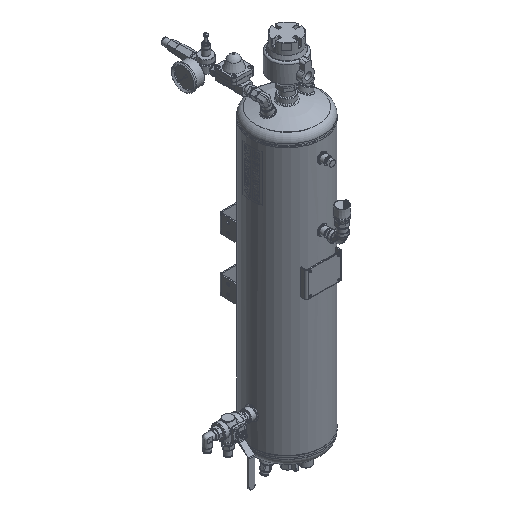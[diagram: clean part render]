
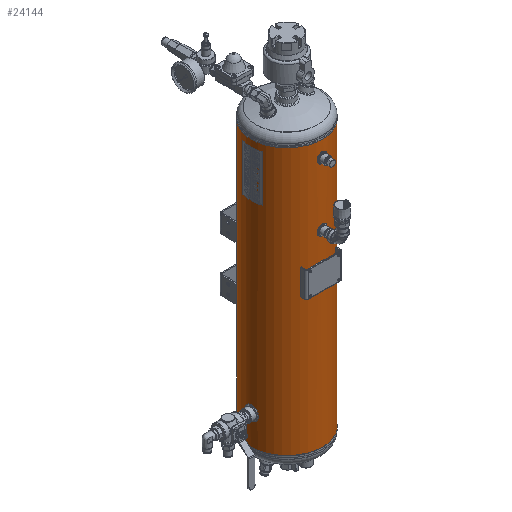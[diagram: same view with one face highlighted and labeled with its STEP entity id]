
A CAD part, isometric view. The second image highlights one B-rep face of the part: STEP entity #24144.
In plain terms, the highlighted cylindrical face has radius 100 mm (diameter 200 mm), a partial arc.
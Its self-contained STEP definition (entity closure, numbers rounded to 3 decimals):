
#1671=B_SPLINE_CURVE_WITH_KNOTS('',3,(#42627,#42628,#42629,#42630,#42631,
#42632,#42633,#42634,#42635,#42636,#42637,#42638,#42639,#42640,#42641,#42642,
#42643,#42644,#42645),.UNSPECIFIED.,.T.,.F.,(1,1,1,1,1,1,1,1,1,1,1,1,1,
1,1,1,1,1,1,1,1,1,1),(-0.012,-0.008,-0.004,
0.,0.004,0.008,0.012,
0.016,0.02,0.023,0.027,
0.031,0.035,0.039,0.043,
0.047,0.051,0.055,0.059,
0.063,0.066,0.07,0.074),
 .UNSPECIFIED.);
#1672=B_SPLINE_CURVE_WITH_KNOTS('',3,(#42647,#42648,#42649,#42650,#42651,
#42652,#42653,#42654,#42655,#42656,#42657,#42658,#42659,#42660,#42661,#42662,
#42663,#42664,#42665),.UNSPECIFIED.,.T.,.F.,(1,1,1,1,1,1,1,1,1,1,1,1,1,
1,1,1,1,1,1,1,1,1,1),(-0.012,-0.008,-0.004,
0.,0.004,0.008,0.012,0.016,
0.02,0.023,0.027,0.031,
0.035,0.039,0.043,0.047,
0.051,0.055,0.059,0.063,
0.066,0.07,0.074),.UNSPECIFIED.);
#1673=B_SPLINE_CURVE_WITH_KNOTS('',3,(#42667,#42668,#42669,#42670,#42671,
#42672,#42673,#42674,#42675,#42676,#42677,#42678,#42679,#42680,#42681,#42682,
#42683,#42684,#42685),.UNSPECIFIED.,.T.,.F.,(1,1,1,1,1,1,1,1,1,1,1,1,1,
1,1,1,1,1,1,1,1,1,1),(-0.018,-0.012,-0.006,
0.,0.006,0.012,0.018,
0.023,0.029,0.035,0.041,
0.047,0.053,0.059,0.065,
0.07,0.076,0.082,0.088,
0.094,0.1,0.106,0.112),
 .UNSPECIFIED.);
#2795=LINE('',#42687,#3949);
#2796=LINE('',#42692,#3950);
#3949=VECTOR('',#35912,1000.);
#3950=VECTOR('',#35915,1000.);
#5108=ORIENTED_EDGE('',*,*,#11994,.T.);
#5109=ORIENTED_EDGE('',*,*,#11995,.T.);
#5110=ORIENTED_EDGE('',*,*,#11996,.T.);
#5111=ORIENTED_EDGE('',*,*,#11997,.T.);
#5112=ORIENTED_EDGE('',*,*,#11998,.T.);
#5113=ORIENTED_EDGE('',*,*,#11999,.F.);
#5114=ORIENTED_EDGE('',*,*,#12000,.F.);
#11994=EDGE_CURVE('',#15437,#15437,#1671,.T.);
#11995=EDGE_CURVE('',#15438,#15438,#1672,.T.);
#11996=EDGE_CURVE('',#15439,#15439,#1673,.T.);
#11997=EDGE_CURVE('',#15440,#15441,#2795,.T.);
#11998=EDGE_CURVE('',#15441,#15442,#17845,.T.);
#11999=EDGE_CURVE('',#15443,#15442,#2796,.T.);
#12000=EDGE_CURVE('',#15440,#15443,#17846,.T.);
#15437=VERTEX_POINT('',#42646);
#15438=VERTEX_POINT('',#42666);
#15439=VERTEX_POINT('',#42686);
#15440=VERTEX_POINT('',#42688);
#15441=VERTEX_POINT('',#42689);
#15442=VERTEX_POINT('',#42691);
#15443=VERTEX_POINT('',#42693);
#17845=CIRCLE('',#33154,100.);
#17846=CIRCLE('',#33155,100.);
#18985=EDGE_LOOP('',(#5108));
#18986=EDGE_LOOP('',(#5109));
#18987=EDGE_LOOP('',(#5110));
#18988=EDGE_LOOP('',(#5111,#5112,#5113,#5114));
#21354=FACE_BOUND('',#18985,.T.);
#21355=FACE_BOUND('',#18986,.T.);
#21356=FACE_BOUND('',#18987,.T.);
#21357=FACE_BOUND('',#18988,.T.);
#23727=CYLINDRICAL_SURFACE('',#33153,100.);
#24144=ADVANCED_FACE('',(#21354,#21355,#21356,#21357),#23727,.T.);
#33153=AXIS2_PLACEMENT_3D('',#42626,#35910,#35911);
#33154=AXIS2_PLACEMENT_3D('',#42690,#35913,#35914);
#33155=AXIS2_PLACEMENT_3D('',#42694,#35916,#35917);
#35910=DIRECTION('',(0.,-1.,0.));
#35911=DIRECTION('',(0.,0.,-1.));
#35912=DIRECTION('',(0.,-1.,0.));
#35913=DIRECTION('',(0.,1.,0.));
#35914=DIRECTION('',(1.,0.,0.));
#35915=DIRECTION('',(0.,-1.,0.));
#35916=DIRECTION('',(0.,1.,0.));
#35917=DIRECTION('',(1.,0.,0.));
#42626=CARTESIAN_POINT('',(0.,750.,0.));
#42627=CARTESIAN_POINT('',(-9.473,48.444,-99.554));
#42628=CARTESIAN_POINT('',(-10.262,44.497,-99.471));
#42629=CARTESIAN_POINT('',(-9.477,40.569,-99.553));
#42630=CARTESIAN_POINT('',(-7.254,37.244,-99.75));
#42631=CARTESIAN_POINT('',(-3.93,35.023,-99.946));
#42632=CARTESIAN_POINT('',(-0.006,34.24,-100.027));
#42633=CARTESIAN_POINT('',(3.922,35.019,-99.946));
#42634=CARTESIAN_POINT('',(7.252,37.242,-99.75));
#42635=CARTESIAN_POINT('',(9.478,40.57,-99.553));
#42636=CARTESIAN_POINT('',(10.26,44.496,-99.472));
#42637=CARTESIAN_POINT('',(9.481,48.422,-99.553));
#42638=CARTESIAN_POINT('',(7.262,51.747,-99.749));
#42639=CARTESIAN_POINT('',(3.94,53.974,-99.945));
#42640=CARTESIAN_POINT('',(0.01,54.761,-100.027));
#42641=CARTESIAN_POINT('',(-3.923,53.981,-99.946));
#42642=CARTESIAN_POINT('',(-7.249,51.759,-99.75));
#42643=CARTESIAN_POINT('',(-9.473,48.444,-99.554));
#42644=CARTESIAN_POINT('',(-10.262,44.497,-99.471));
#42645=CARTESIAN_POINT('',(-9.477,40.569,-99.553));
#42646=CARTESIAN_POINT('',(-10.,44.5,-99.499));
#42647=CARTESIAN_POINT('',(-9.473,224.444,-99.554));
#42648=CARTESIAN_POINT('',(-10.262,220.497,-99.471));
#42649=CARTESIAN_POINT('',(-9.477,216.569,-99.553));
#42650=CARTESIAN_POINT('',(-7.254,213.244,-99.75));
#42651=CARTESIAN_POINT('',(-3.93,211.023,-99.946));
#42652=CARTESIAN_POINT('',(-0.006,210.24,-100.027));
#42653=CARTESIAN_POINT('',(3.922,211.019,-99.946));
#42654=CARTESIAN_POINT('',(7.252,213.242,-99.75));
#42655=CARTESIAN_POINT('',(9.478,216.57,-99.553));
#42656=CARTESIAN_POINT('',(10.26,220.496,-99.472));
#42657=CARTESIAN_POINT('',(9.481,224.422,-99.553));
#42658=CARTESIAN_POINT('',(7.262,227.747,-99.749));
#42659=CARTESIAN_POINT('',(3.94,229.974,-99.945));
#42660=CARTESIAN_POINT('',(0.01,230.761,-100.027));
#42661=CARTESIAN_POINT('',(-3.923,229.981,-99.946));
#42662=CARTESIAN_POINT('',(-7.249,227.759,-99.75));
#42663=CARTESIAN_POINT('',(-9.473,224.444,-99.554));
#42664=CARTESIAN_POINT('',(-10.262,220.497,-99.471));
#42665=CARTESIAN_POINT('',(-9.477,216.569,-99.553));
#42666=CARTESIAN_POINT('',(-10.,220.5,-99.499));
#42667=CARTESIAN_POINT('',(-98.994,672.42,14.208));
#42668=CARTESIAN_POINT('',(-98.806,666.495,15.395));
#42669=CARTESIAN_POINT('',(-98.993,660.6,14.214));
#42670=CARTESIAN_POINT('',(-99.436,655.617,10.88));
#42671=CARTESIAN_POINT('',(-99.878,652.286,5.9));
#42672=CARTESIAN_POINT('',(-100.061,651.109,0.009));
#42673=CARTESIAN_POINT('',(-99.879,652.279,-5.887));
#42674=CARTESIAN_POINT('',(-99.437,655.615,-10.879));
#42675=CARTESIAN_POINT('',(-98.992,660.601,-14.215));
#42676=CARTESIAN_POINT('',(-98.807,666.494,-15.391));
#42677=CARTESIAN_POINT('',(-98.992,672.387,-14.219));
#42678=CARTESIAN_POINT('',(-99.435,677.371,-10.892));
#42679=CARTESIAN_POINT('',(-99.877,680.709,-5.914));
#42680=CARTESIAN_POINT('',(-100.061,681.893,-0.013));
#42681=CARTESIAN_POINT('',(-99.878,680.72,5.889));
#42682=CARTESIAN_POINT('',(-99.437,677.387,10.874));
#42683=CARTESIAN_POINT('',(-98.994,672.42,14.208));
#42684=CARTESIAN_POINT('',(-98.806,666.495,15.395));
#42685=CARTESIAN_POINT('',(-98.993,660.6,14.214));
#42686=CARTESIAN_POINT('',(-98.869,666.5,15.));
#42687=CARTESIAN_POINT('',(0.254,801.561,100.));
#42688=CARTESIAN_POINT('',(0.254,750.,100.));
#42689=CARTESIAN_POINT('',(0.254,0.,100.));
#42690=CARTESIAN_POINT('',(0.,0.,0.));
#42691=CARTESIAN_POINT('',(-0.254,0.,100.));
#42692=CARTESIAN_POINT('',(-0.254,801.561,100.));
#42693=CARTESIAN_POINT('',(-0.254,750.,100.));
#42694=CARTESIAN_POINT('',(0.,750.,0.));
